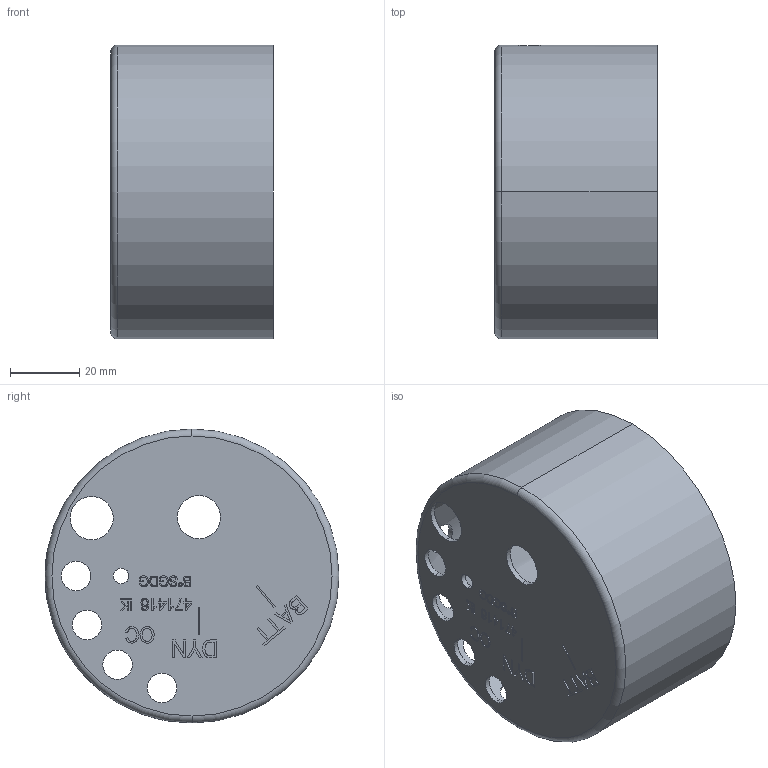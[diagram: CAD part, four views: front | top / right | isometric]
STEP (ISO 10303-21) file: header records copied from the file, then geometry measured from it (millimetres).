
FILE_DESCRIPTION (( 'STEP AP203' ), '1' );
FILE_NAME ('Capot.STEP', '2023-04-11T19:55:39', ( '' ), ( '' ), 'SwSTEP 2.0', 'SolidWorks 2020', '' );
FILE_SCHEMA (( 'CONFIG_CONTROL_DESIGN' ));
Length unit declared in the file: millimetre
Products named in the file (1): Capot
Bounding box: 47 x 85 x 85 mm (x, y, z)
Volume: 25073.1 mm3; surface area: 34488.6 mm2
Topology: 1 solids, 1 shells, 353 faces, 932 edges, 620 vertices
Faces by surface type: plane 205, bspline 118, cylinder 26, torus 4
Entity records: 17699 total; most frequent: CARTESIAN_POINT 9624, ORIENTED_EDGE 1864, DIRECTION 1196, EDGE_CURVE 932, VECTOR 636, LINE 636, VERTEX_POINT 620, EDGE_LOOP 414
